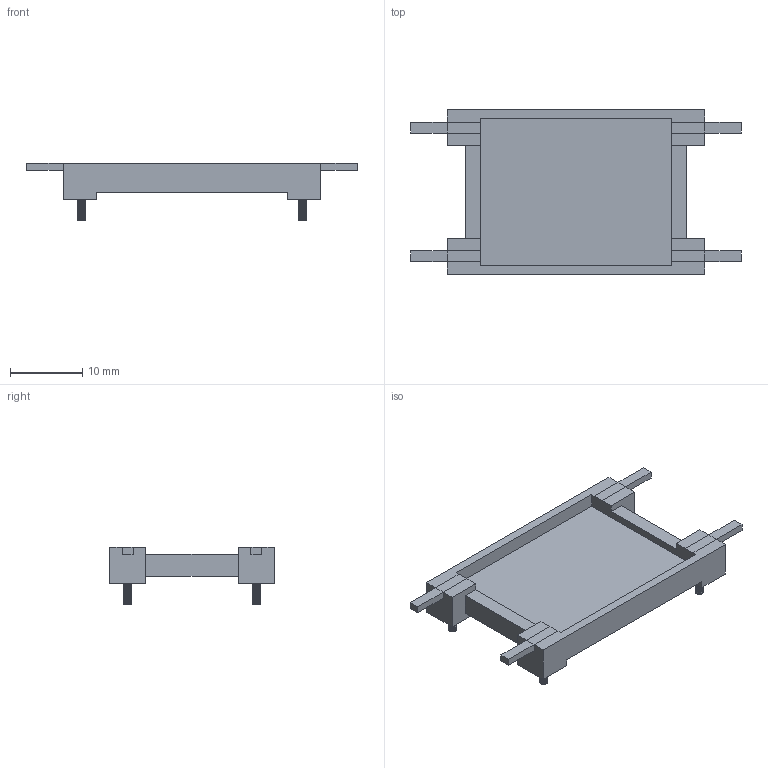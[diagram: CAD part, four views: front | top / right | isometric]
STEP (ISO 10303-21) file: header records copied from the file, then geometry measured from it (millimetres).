
FILE_DESCRIPTION(('FreeCAD Model'),'2;1');
FILE_NAME('XSV4.step', '2016-09-20T13:27:25',('FreeCAD'),('FreeCAD'), 'Open CASCADE STEP processor 6.3','FreeCAD','Unknown');
FILE_SCHEMA(('AUTOMOTIVE_DESIGN_CC2 { 1 2 10303 214 -1 1 5 4 }'));
Length unit declared in the file: millimetre
Products named in the file (1): XSV4
Bounding box: 45.68 x 22.78 x 8 mm (x, y, z)
Volume: 1976.6 mm3; surface area: 2391 mm2
Topology: 1 solids, 1 shells, 258 faces, 729 edges, 481 vertices
Faces by surface type: cylinder 192, plane 66
Entity records: 18624 total; most frequent: CARTESIAN_POINT 6208, DIRECTION 1935, ORIENTED_EDGE 1458, PCURVE 1458, DEFINITIONAL_REPRESENTATION 1458, B_SPLINE_CURVE_WITH_KNOTS 770, EDGE_CURVE 729, SURFACE_CURVE 729
